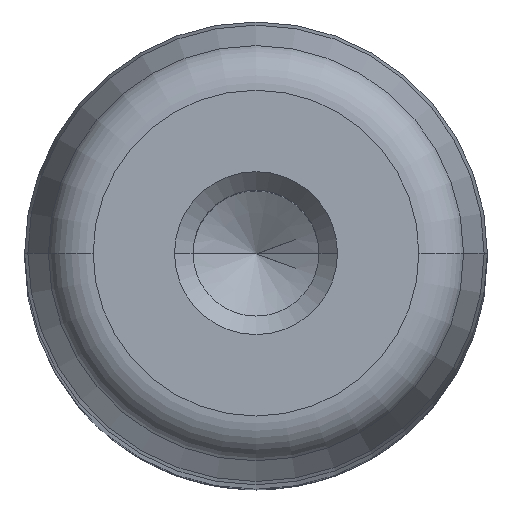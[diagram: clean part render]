
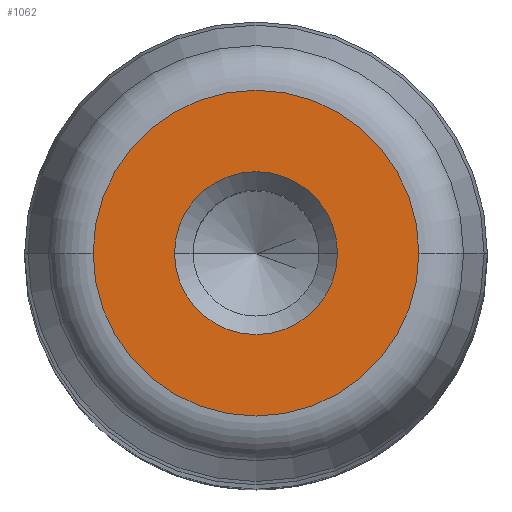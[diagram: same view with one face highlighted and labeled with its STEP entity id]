
A CAD part, top view. The second image highlights one B-rep face of the part: STEP entity #1062.
In plain terms, the highlighted planar face has unit normal (0, 0, 1).
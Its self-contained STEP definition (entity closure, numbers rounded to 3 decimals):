
#60 = CARTESIAN_POINT ( 'NONE',  ( 0., 0., 180. ) ) ;
#158 = DIRECTION ( 'NONE',  ( 0., 0., 1. ) ) ;
#173 = EDGE_LOOP ( 'NONE', ( #754, #836 ) ) ;
#299 = DIRECTION ( 'NONE',  ( 1., 0., 0. ) ) ;
#366 = AXIS2_PLACEMENT_3D ( 'NONE', #2862, #3091, #1396 ) ;
#416 = EDGE_CURVE ( 'NONE', #476, #1883, #2240, .T. ) ;
#476 = VERTEX_POINT ( 'NONE', #1423 ) ;
#754 = ORIENTED_EDGE ( 'NONE', *, *, #2700, .T. ) ;
#778 = DIRECTION ( 'NONE',  ( 0., 0., -1. ) ) ;
#822 = EDGE_CURVE ( 'NONE', #1883, #476, #1081, .T. ) ;
#836 = ORIENTED_EDGE ( 'NONE', *, *, #1559, .T. ) ;
#976 = DIRECTION ( 'NONE',  ( -1., 0., 0. ) ) ;
#1062 = ADVANCED_FACE ( 'NONE', ( #1510, #1384 ), #1872, .T. ) ;
#1065 = DIRECTION ( 'NONE',  ( -1., 0., 0. ) ) ;
#1081 = CIRCLE ( 'NONE', #1118, 8.799 ) ;
#1118 = AXIS2_PLACEMENT_3D ( 'NONE', #3003, #778, #1065 ) ;
#1126 = CIRCLE ( 'NONE', #2990, 4.4 ) ;
#1381 = CIRCLE ( 'NONE', #366, 4.4 ) ;
#1384 = FACE_OUTER_BOUND ( 'NONE', #2675, .T. ) ;
#1396 = DIRECTION ( 'NONE',  ( 1., 0., 0. ) ) ;
#1423 = CARTESIAN_POINT ( 'NONE',  ( -8.799, 0., 180. ) ) ;
#1510 = FACE_BOUND ( 'NONE', #173, .T. ) ;
#1559 = EDGE_CURVE ( 'NONE', #1756, #2260, #1126, .T. ) ;
#1756 = VERTEX_POINT ( 'NONE', #2543 ) ;
#1872 = PLANE ( 'NONE',  #1950 ) ;
#1883 = VERTEX_POINT ( 'NONE', #2250 ) ;
#1950 = AXIS2_PLACEMENT_3D ( 'NONE', #2855, #158, #2323 ) ;
#2240 = CIRCLE ( 'NONE', #2594, 8.799 ) ;
#2250 = CARTESIAN_POINT ( 'NONE',  ( 8.799, 0., 180. ) ) ;
#2260 = VERTEX_POINT ( 'NONE', #3118 ) ;
#2323 = DIRECTION ( 'NONE',  ( 1., 0., 0. ) ) ;
#2469 = DIRECTION ( 'NONE',  ( 0., 0., -1. ) ) ;
#2479 = ORIENTED_EDGE ( 'NONE', *, *, #822, .F. ) ;
#2543 = CARTESIAN_POINT ( 'NONE',  ( -4.4, 0., 180. ) ) ;
#2594 = AXIS2_PLACEMENT_3D ( 'NONE', #2939, #2894, #976 ) ;
#2675 = EDGE_LOOP ( 'NONE', ( #3069, #2479 ) ) ;
#2700 = EDGE_CURVE ( 'NONE', #2260, #1756, #1381, .T. ) ;
#2855 = CARTESIAN_POINT ( 'NONE',  ( 0., 0., 180. ) ) ;
#2862 = CARTESIAN_POINT ( 'NONE',  ( 0., 0., 180. ) ) ;
#2894 = DIRECTION ( 'NONE',  ( 0., 0., -1. ) ) ;
#2939 = CARTESIAN_POINT ( 'NONE',  ( 0., 0., 180. ) ) ;
#2990 = AXIS2_PLACEMENT_3D ( 'NONE', #60, #2469, #299 ) ;
#3003 = CARTESIAN_POINT ( 'NONE',  ( 0., 0., 180. ) ) ;
#3069 = ORIENTED_EDGE ( 'NONE', *, *, #416, .F. ) ;
#3091 = DIRECTION ( 'NONE',  ( 0., 0., -1. ) ) ;
#3118 = CARTESIAN_POINT ( 'NONE',  ( 4.4, 0., 180. ) ) ;
